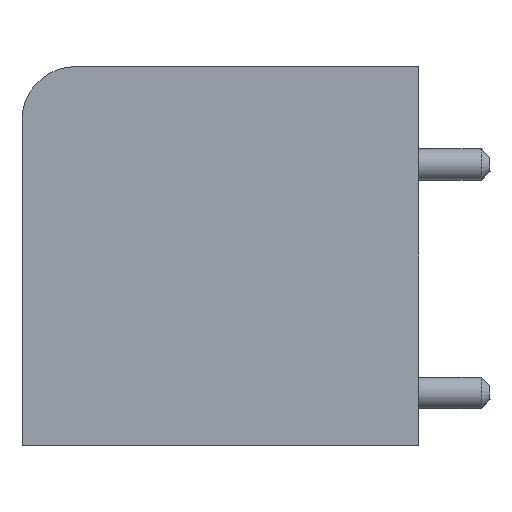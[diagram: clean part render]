
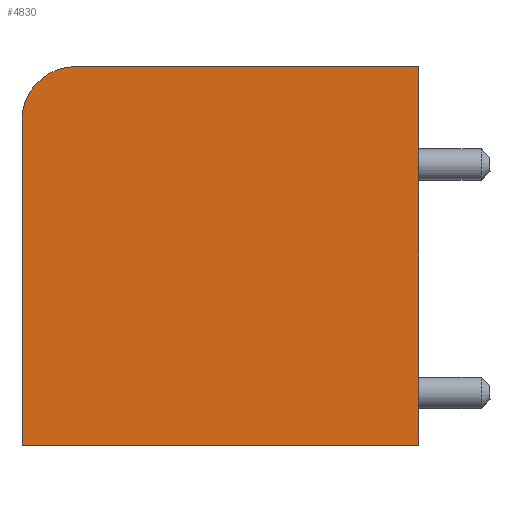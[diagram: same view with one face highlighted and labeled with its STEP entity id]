
A CAD part, left-side view. The second image highlights one B-rep face of the part: STEP entity #4830.
In plain terms, the highlighted planar face has unit normal (-1, 0, 0).
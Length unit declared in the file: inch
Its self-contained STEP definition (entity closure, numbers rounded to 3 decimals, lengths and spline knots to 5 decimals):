
#1=DIRECTION('',(0.,0.,-1.));
#2=VECTOR('',#1,0.85);
#3=CARTESIAN_POINT('',(-2.55,0.,0.476));
#4=LINE('',#3,#2);
#5=DIRECTION('',(0.,1.,0.));
#6=VECTOR('',#5,0.89);
#7=CARTESIAN_POINT('',(-2.55,0.,-0.374));
#8=LINE('',#7,#6);
#9=DIRECTION('',(0.,0.,1.));
#10=VECTOR('',#9,0.73);
#11=CARTESIAN_POINT('',(-2.55,0.89,-0.374));
#12=LINE('',#11,#10);
#13=CARTESIAN_POINT('',(-2.55,0.77,0.356));
#14=DIRECTION('',(1.,0.,0.));
#15=DIRECTION('',(0.,1.,0.));
#16=AXIS2_PLACEMENT_3D('',#13,#14,#15);
#18=DIRECTION('',(0.,-1.,0.));
#19=VECTOR('',#18,0.77);
#20=CARTESIAN_POINT('',(-2.55,0.77,0.476));
#21=LINE('',#20,#19);
#3791=CARTESIAN_POINT('',(-2.55,0.,0.476));
#3792=CARTESIAN_POINT('',(-2.55,0.,-0.374));
#3793=VERTEX_POINT('',#3791);
#3794=VERTEX_POINT('',#3792);
#3795=CARTESIAN_POINT('',(-2.55,0.89,-0.374));
#3796=VERTEX_POINT('',#3795);
#3797=CARTESIAN_POINT('',(-2.55,0.89,0.356));
#3798=VERTEX_POINT('',#3797);
#3799=CARTESIAN_POINT('',(-2.55,0.77,0.476));
#3800=VERTEX_POINT('',#3799);
#4813=CARTESIAN_POINT('',(-2.55,0.,0.));
#4814=DIRECTION('',(1.,0.,0.));
#4815=DIRECTION('',(0.,0.,-1.));
#4816=AXIS2_PLACEMENT_3D('',#4813,#4814,#4815);
#4817=PLANE('',#4816);
#4819=ORIENTED_EDGE('',*,*,#4818,.T.);
#4821=ORIENTED_EDGE('',*,*,#4820,.T.);
#4823=ORIENTED_EDGE('',*,*,#4822,.T.);
#4825=ORIENTED_EDGE('',*,*,#4824,.T.);
#4827=ORIENTED_EDGE('',*,*,#4826,.T.);
#4828=EDGE_LOOP('',(#4819,#4821,#4823,#4825,#4827));
#4829=FACE_OUTER_BOUND('',#4828,.F.);
#4830=ADVANCED_FACE('',(#4829),#4817,.F.);
#17=CIRCLE('',#16,0.12);
#4818=EDGE_CURVE('',#3793,#3794,#4,.T.);
#4820=EDGE_CURVE('',#3794,#3796,#8,.T.);
#4822=EDGE_CURVE('',#3796,#3798,#12,.T.);
#4824=EDGE_CURVE('',#3798,#3800,#17,.T.);
#4826=EDGE_CURVE('',#3800,#3793,#21,.T.);
